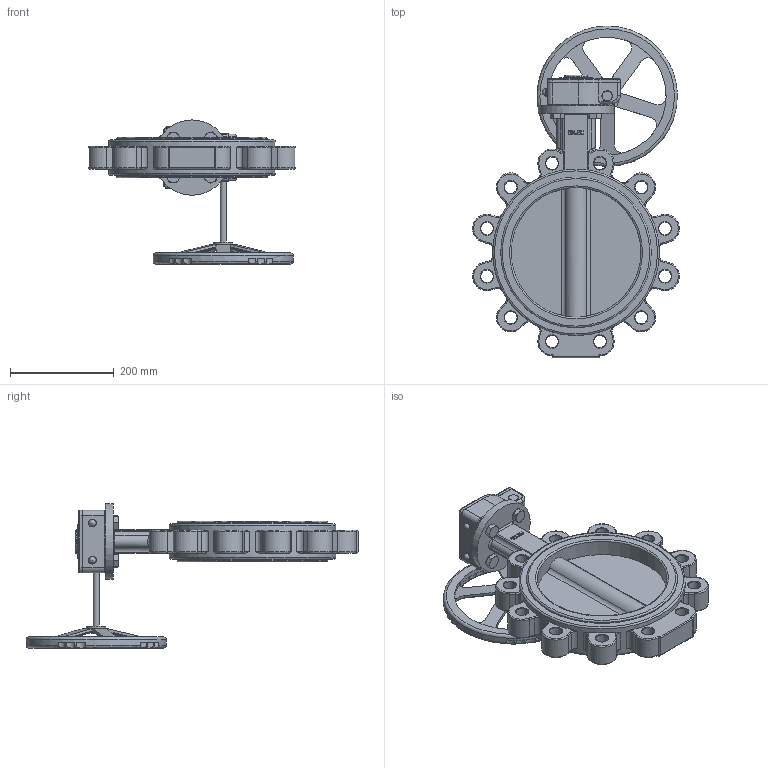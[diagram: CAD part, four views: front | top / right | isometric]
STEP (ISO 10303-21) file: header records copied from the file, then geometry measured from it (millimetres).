
FILE_DESCRIPTION(/* description */ (''),/* implementation_level */ '2;1');
FILE_NAME(/* name */ 'DN250_3D_STEP.stp',/* time_stamp */ '2025-04-17T17:53:11+03:00',/* author */ ('igorr'),/* organization */ (''),/* preprocessor_version */ 'ST-DEVELOPER v20',/* originating_system */ 'Autodesk Inventor 2025',/* authorisation */ '');
FILE_SCHEMA (('AUTOMOTIVE_DESIGN { 1 0 10303 214 3 1 1 }'));
Products named in the file (7): Сборка9; Деталь1; Сборка; Деталь 2; Деталь1_1; BS 4168 - M8 x 16; AS 1110 - M16 x 25
Assembly tree (12 placements, depth 3):
  Сборка9
    Деталь1
    Сборка
      Деталь 2
      Деталь1_1
      BS 4168 - M8 x 16  x4
    AS 1110 - M16 x 25  x4
Bounding box: 397.69 x 639 x 277.5 mm (x, y, z)
Volume: 5856384.3 mm3; surface area: 676842.3 mm2
Topology: 12 solids, 12 shells, 1942 faces, 4591 edges, 2735 vertices
Faces by surface type: cylinder 610, plane 581, bspline 348, torus 240, sphere 85, cone 78
Full cylindrical faces by diameter (mm): 5 x6, 6 x2, 8 x8, 10 x4, 10.8 x1, 12 x1, 15 x2, 16 x8, 17 x4, 20 x1, 20.4 x1, 24 x16, 32.7 x1, 37.8 x1, 43 x1, 44 x1, 45 x1, 145 x1, 226.8 x1, 250 x2, 270 x1, 290 x2, 320 x1
Entity records: 67712 total; most frequent: CARTESIAN_POINT 24601, ORIENTED_EDGE 8668, DIRECTION 8405, EDGE_CURVE 4334, AXIS2_PLACEMENT_3D 3295, VERTEX_POINT 2585, EDGE_LOOP 1953, FACE_OUTER_BOUND 1831
